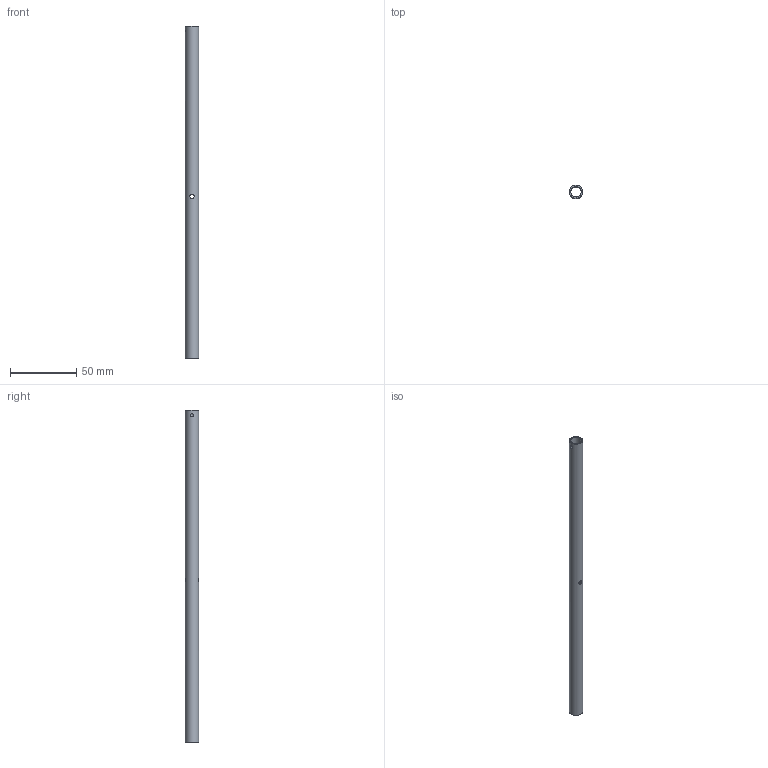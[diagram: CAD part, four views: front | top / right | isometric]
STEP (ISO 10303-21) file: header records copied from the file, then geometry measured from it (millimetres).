
FILE_DESCRIPTION(/* description */ (''),/* implementation_level */ '2;1');
FILE_NAME(/* name */ 'carbon_rod.step',/* time_stamp */ '2026-01-23T10:58:17+05:00',/* author */ (''),/* organization */ (''),/* preprocessor_version */ 'ST-DEVELOPER v20.1',/* originating_system */ 'Autodesk Translation Framework v14.24.0.0',/* authorisation */ '');
FILE_SCHEMA (('AUTOMOTIVE_DESIGN { 1 0 10303 214 3 1 1 }'));
Length unit declared in the file: millimetre
Products named in the file (1): carbon_rod
Bounding box: 10 x 10 x 250 mm (x, y, z)
Volume: 7051.2 mm3; surface area: 14182.5 mm2
Topology: 1 solids, 1 shells, 7 faces, 22 edges, 16 vertices
Faces by surface type: cylinder 4, plane 2, cone 1
Full cylindrical faces by diameter (mm): 3.2 x2, 8 x1, 10 x1
Entity records: 449 total; most frequent: CARTESIAN_POINT 217, ORIENTED_EDGE 42, DIRECTION 30, EDGE_CURVE 21, VERTEX_POINT 16, EDGE_LOOP 13, AXIS2_PLACEMENT_3D 12, B_SPLINE_CURVE_WITH_KNOTS 11
